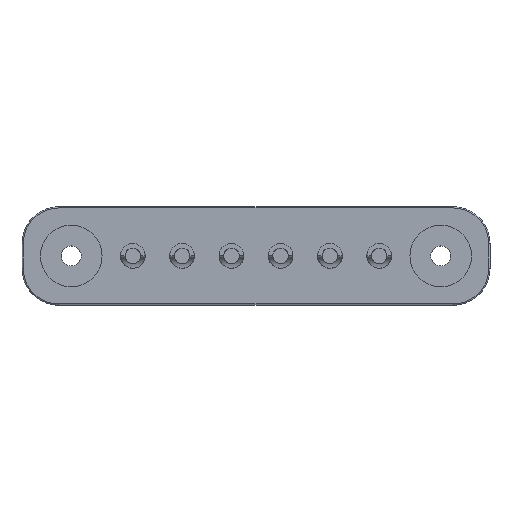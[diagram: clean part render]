
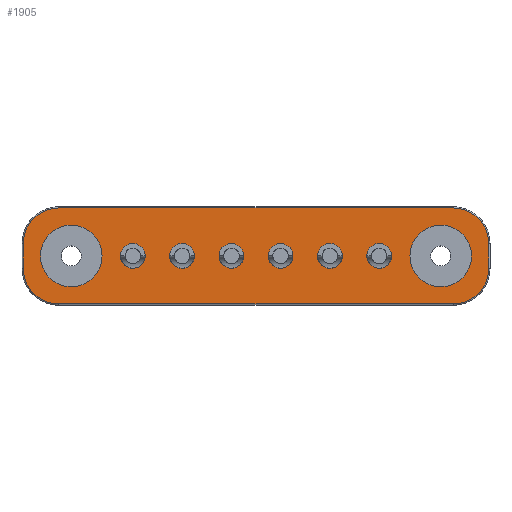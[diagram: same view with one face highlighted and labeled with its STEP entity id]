
A CAD part, top view. The second image highlights one B-rep face of the part: STEP entity #1905.
In plain terms, the highlighted planar face has unit normal (0, 0, 1).
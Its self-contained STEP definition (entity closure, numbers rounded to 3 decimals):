
#160=LINE('',#3747,#282);
#161=LINE('',#3751,#283);
#162=LINE('',#3755,#284);
#163=LINE('',#3759,#285);
#282=VECTOR('',#2705,10.);
#283=VECTOR('',#2708,10.);
#284=VECTOR('',#2711,10.);
#285=VECTOR('',#2714,10.);
#374=FACE_BOUND('',#630,.T.);
#375=FACE_BOUND('',#631,.T.);
#376=FACE_BOUND('',#632,.T.);
#377=FACE_BOUND('',#633,.T.);
#378=FACE_BOUND('',#634,.T.);
#379=FACE_BOUND('',#635,.T.);
#380=FACE_BOUND('',#636,.T.);
#381=FACE_BOUND('',#637,.T.);
#491=FACE_OUTER_BOUND('',#629,.T.);
#629=EDGE_LOOP('',(#1641,#1642,#1643,#1644,#1645,#1646,#1647,#1648));
#630=EDGE_LOOP('',(#1649));
#631=EDGE_LOOP('',(#1650));
#632=EDGE_LOOP('',(#1651));
#633=EDGE_LOOP('',(#1652));
#634=EDGE_LOOP('',(#1653));
#635=EDGE_LOOP('',(#1654));
#636=EDGE_LOOP('',(#1655));
#637=EDGE_LOOP('',(#1656));
#767=CIRCLE('',#2149,2.9);
#768=CIRCLE('',#2150,2.9);
#769=CIRCLE('',#2151,2.9);
#770=CIRCLE('',#2152,2.9);
#771=CIRCLE('',#2153,1.);
#772=CIRCLE('',#2154,1.);
#773=CIRCLE('',#2155,1.);
#774=CIRCLE('',#2156,1.);
#775=CIRCLE('',#2157,1.);
#776=CIRCLE('',#2158,1.);
#777=CIRCLE('',#2159,2.5);
#778=CIRCLE('',#2160,2.5);
#934=VERTEX_POINT('',#3745);
#935=VERTEX_POINT('',#3746);
#936=VERTEX_POINT('',#3748);
#937=VERTEX_POINT('',#3750);
#938=VERTEX_POINT('',#3752);
#939=VERTEX_POINT('',#3754);
#940=VERTEX_POINT('',#3756);
#941=VERTEX_POINT('',#3758);
#942=VERTEX_POINT('',#3761);
#943=VERTEX_POINT('',#3763);
#944=VERTEX_POINT('',#3765);
#945=VERTEX_POINT('',#3767);
#946=VERTEX_POINT('',#3769);
#947=VERTEX_POINT('',#3771);
#948=VERTEX_POINT('',#3773);
#949=VERTEX_POINT('',#3775);
#1178=EDGE_CURVE('',#934,#935,#160,.T.);
#1179=EDGE_CURVE('',#936,#934,#767,.T.);
#1180=EDGE_CURVE('',#937,#936,#161,.T.);
#1181=EDGE_CURVE('',#938,#937,#768,.T.);
#1182=EDGE_CURVE('',#939,#938,#162,.T.);
#1183=EDGE_CURVE('',#940,#939,#769,.T.);
#1184=EDGE_CURVE('',#941,#940,#163,.T.);
#1185=EDGE_CURVE('',#935,#941,#770,.T.);
#1186=EDGE_CURVE('',#942,#942,#771,.T.);
#1187=EDGE_CURVE('',#943,#943,#772,.T.);
#1188=EDGE_CURVE('',#944,#944,#773,.T.);
#1189=EDGE_CURVE('',#945,#945,#774,.T.);
#1190=EDGE_CURVE('',#946,#946,#775,.T.);
#1191=EDGE_CURVE('',#947,#947,#776,.T.);
#1192=EDGE_CURVE('',#948,#948,#777,.T.);
#1193=EDGE_CURVE('',#949,#949,#778,.T.);
#1641=ORIENTED_EDGE('',*,*,#1178,.F.);
#1642=ORIENTED_EDGE('',*,*,#1179,.F.);
#1643=ORIENTED_EDGE('',*,*,#1180,.F.);
#1644=ORIENTED_EDGE('',*,*,#1181,.F.);
#1645=ORIENTED_EDGE('',*,*,#1182,.F.);
#1646=ORIENTED_EDGE('',*,*,#1183,.F.);
#1647=ORIENTED_EDGE('',*,*,#1184,.F.);
#1648=ORIENTED_EDGE('',*,*,#1185,.F.);
#1649=ORIENTED_EDGE('',*,*,#1186,.T.);
#1650=ORIENTED_EDGE('',*,*,#1187,.T.);
#1651=ORIENTED_EDGE('',*,*,#1188,.T.);
#1652=ORIENTED_EDGE('',*,*,#1189,.T.);
#1653=ORIENTED_EDGE('',*,*,#1190,.T.);
#1654=ORIENTED_EDGE('',*,*,#1191,.T.);
#1655=ORIENTED_EDGE('',*,*,#1192,.T.);
#1656=ORIENTED_EDGE('',*,*,#1193,.T.);
#1798=PLANE('',#2148);
#1905=ADVANCED_FACE('',(#491,#374,#375,#376,#377,#378,#379,#380,#381),#1798,
 .T.);
#2148=AXIS2_PLACEMENT_3D('',#3744,#2703,#2704);
#2149=AXIS2_PLACEMENT_3D('',#3749,#2706,#2707);
#2150=AXIS2_PLACEMENT_3D('',#3753,#2709,#2710);
#2151=AXIS2_PLACEMENT_3D('',#3757,#2712,#2713);
#2152=AXIS2_PLACEMENT_3D('',#3760,#2715,#2716);
#2153=AXIS2_PLACEMENT_3D('',#3762,#2717,#2718);
#2154=AXIS2_PLACEMENT_3D('',#3764,#2719,#2720);
#2155=AXIS2_PLACEMENT_3D('',#3766,#2721,#2722);
#2156=AXIS2_PLACEMENT_3D('',#3768,#2723,#2724);
#2157=AXIS2_PLACEMENT_3D('',#3770,#2725,#2726);
#2158=AXIS2_PLACEMENT_3D('',#3772,#2727,#2728);
#2159=AXIS2_PLACEMENT_3D('',#3774,#2729,#2730);
#2160=AXIS2_PLACEMENT_3D('',#3776,#2731,#2732);
#2703=DIRECTION('center_axis',(0.,0.,1.));
#2704=DIRECTION('ref_axis',(1.,0.,0.));
#2705=DIRECTION('',(0.,-1.,0.));
#2706=DIRECTION('center_axis',(0.,0.,-1.));
#2707=DIRECTION('ref_axis',(0.707,0.707,0.));
#2708=DIRECTION('',(1.,0.,0.));
#2709=DIRECTION('center_axis',(0.,0.,-1.));
#2710=DIRECTION('ref_axis',(-0.707,0.707,0.));
#2711=DIRECTION('',(0.,1.,0.));
#2712=DIRECTION('center_axis',(0.,0.,-1.));
#2713=DIRECTION('ref_axis',(-0.707,-0.707,0.));
#2714=DIRECTION('',(-1.,0.,0.));
#2715=DIRECTION('center_axis',(0.,0.,-1.));
#2716=DIRECTION('ref_axis',(0.707,-0.707,0.));
#2717=DIRECTION('center_axis',(0.,0.,-1.));
#2718=DIRECTION('ref_axis',(1.,0.,0.));
#2719=DIRECTION('center_axis',(0.,0.,-1.));
#2720=DIRECTION('ref_axis',(1.,0.,0.));
#2721=DIRECTION('center_axis',(0.,0.,-1.));
#2722=DIRECTION('ref_axis',(1.,0.,0.));
#2723=DIRECTION('center_axis',(0.,0.,-1.));
#2724=DIRECTION('ref_axis',(1.,0.,0.));
#2725=DIRECTION('center_axis',(0.,0.,-1.));
#2726=DIRECTION('ref_axis',(1.,0.,0.));
#2727=DIRECTION('center_axis',(0.,0.,-1.));
#2728=DIRECTION('ref_axis',(1.,0.,0.));
#2729=DIRECTION('center_axis',(0.,0.,-1.));
#2730=DIRECTION('ref_axis',(1.,0.,0.));
#2731=DIRECTION('center_axis',(0.,0.,-1.));
#2732=DIRECTION('ref_axis',(1.,0.,0.));
#3744=CARTESIAN_POINT('Origin',(0.,0.,3.76));
#3745=CARTESIAN_POINT('',(18.9,1.,3.76));
#3746=CARTESIAN_POINT('',(18.9,-1.,3.76));
#3747=CARTESIAN_POINT('',(18.9,-0.5,3.76));
#3748=CARTESIAN_POINT('',(16.,3.9,3.76));
#3749=CARTESIAN_POINT('Origin',(16.,1.,3.76));
#3750=CARTESIAN_POINT('',(-16.,3.9,3.76));
#3751=CARTESIAN_POINT('',(8.,3.9,3.76));
#3752=CARTESIAN_POINT('',(-18.9,1.,3.76));
#3753=CARTESIAN_POINT('Origin',(-16.,1.,3.76));
#3754=CARTESIAN_POINT('',(-18.9,-1.,3.76));
#3755=CARTESIAN_POINT('',(-18.9,0.5,3.76));
#3756=CARTESIAN_POINT('',(-16.,-3.9,3.76));
#3757=CARTESIAN_POINT('Origin',(-16.,-1.,3.76));
#3758=CARTESIAN_POINT('',(16.,-3.9,3.76));
#3759=CARTESIAN_POINT('',(-8.,-3.9,3.76));
#3760=CARTESIAN_POINT('Origin',(16.,-1.,3.76));
#3761=CARTESIAN_POINT('',(1.,0.,3.76));
#3762=CARTESIAN_POINT('Origin',(2.,0.,3.76));
#3763=CARTESIAN_POINT('',(-11.,0.,3.76));
#3764=CARTESIAN_POINT('Origin',(-10.,0.,3.76));
#3765=CARTESIAN_POINT('',(5.,0.,3.76));
#3766=CARTESIAN_POINT('Origin',(6.,0.,3.76));
#3767=CARTESIAN_POINT('',(-3.,0.,3.76));
#3768=CARTESIAN_POINT('Origin',(-2.,0.,3.76));
#3769=CARTESIAN_POINT('',(-7.,0.,3.76));
#3770=CARTESIAN_POINT('Origin',(-6.,0.,3.76));
#3771=CARTESIAN_POINT('',(9.,0.,3.76));
#3772=CARTESIAN_POINT('Origin',(10.,0.,3.76));
#3773=CARTESIAN_POINT('',(-17.5,0.,3.76));
#3774=CARTESIAN_POINT('Origin',(-15.,0.,3.76));
#3775=CARTESIAN_POINT('',(12.5,0.,3.76));
#3776=CARTESIAN_POINT('Origin',(15.,0.,3.76));
